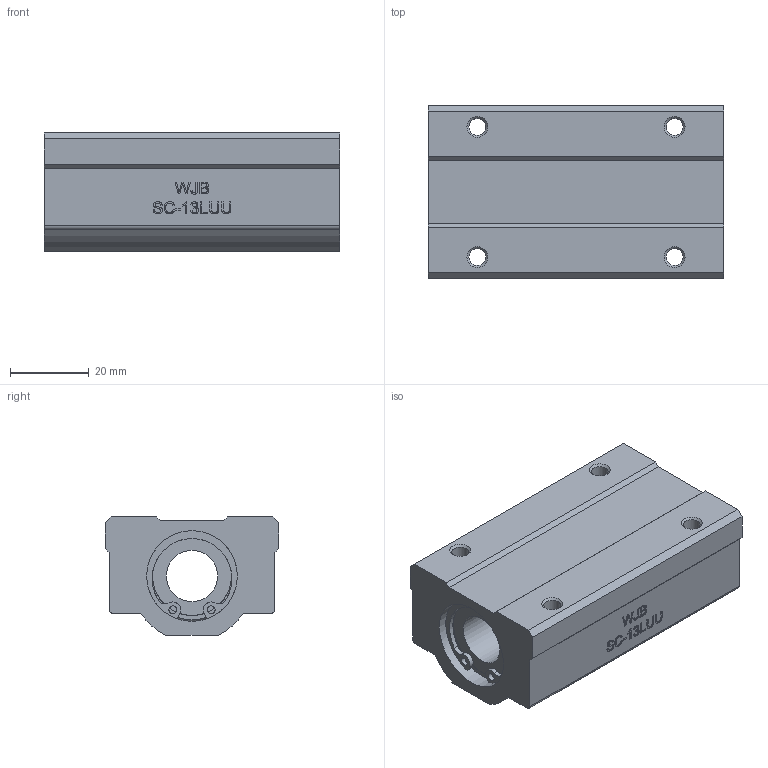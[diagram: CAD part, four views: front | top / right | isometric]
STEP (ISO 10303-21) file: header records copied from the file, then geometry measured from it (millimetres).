
FILE_DESCRIPTION(/* description */ (''),/* implementation_level */ '2;1');
FILE_NAME(/* name */ 'WJB-SC13LUU-2.stp',/* time_stamp */ '2019-01-28T19:46:16+08:00',/* author */ (''),/* organization */ (''),/* preprocessor_version */ 'ST-DEVELOPER v11',/* originating_system */ 'SIEMENS UGS NX 6.0',/* authorisation */ '');
FILE_SCHEMA (('AUTOMOTIVE_DESIGN { 1 0 10303 214 1 1 1 1 }'));
Length unit declared in the file: millimetre
Products named in the file (1): ROCKF64F0yy6
Bounding box: 75 x 44 x 30 mm (x, y, z)
Volume: 72363.4 mm3; surface area: 17324.1 mm2
Topology: 1 solids, 1 shells, 253 faces, 669 edges, 438 vertices
Faces by surface type: plane 152, extrusion 68, cylinder 27, cone 4, torus 2
Full cylindrical faces by diameter (mm): 2 x4, 4.3 x4, 13 x1, 20 x2, 23 x2
Entity records: 9526 total; most frequent: CARTESIAN_POINT 3734, ORIENTED_EDGE 1260, DIRECTION 952, EDGE_CURVE 630, VERTEX_POINT 420, VECTOR 380, EDGE_LOOP 316, LINE 312
